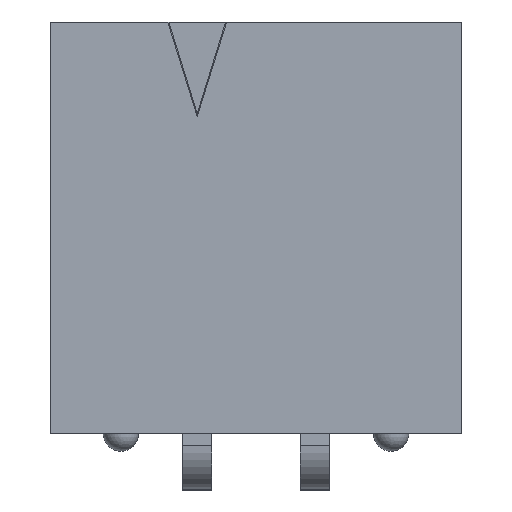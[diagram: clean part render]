
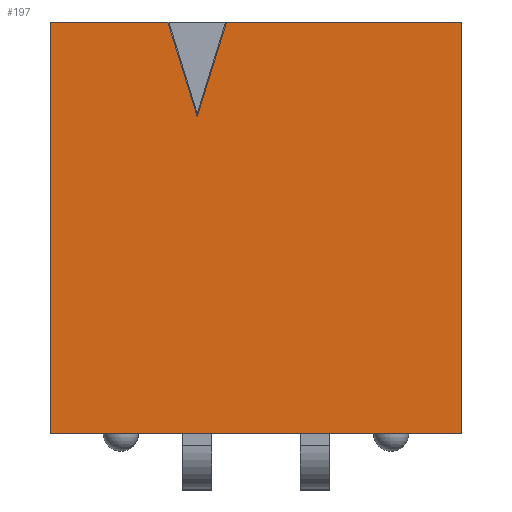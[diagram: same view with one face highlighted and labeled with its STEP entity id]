
A CAD part, top view. The second image highlights one B-rep face of the part: STEP entity #197.
In plain terms, the highlighted planar face has unit normal (0, 0, 1).
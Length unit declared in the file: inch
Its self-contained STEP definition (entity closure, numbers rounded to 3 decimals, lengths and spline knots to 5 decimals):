
#197 = ADVANCED_FACE( '', ( #410 ), #411, .F. );
#410 = FACE_OUTER_BOUND( '', #661, .T. );
#411 = PLANE( '', #662 );
#661 = EDGE_LOOP( '', ( #1016, #1017, #1018, #1019, #1020, #1021, #1022 ) );
#662 = AXIS2_PLACEMENT_3D( '', #1023, #1024, #1025 );
#1016 = ORIENTED_EDGE( '', *, *, #1665, .F. );
#1017 = ORIENTED_EDGE( '', *, *, #1666, .F. );
#1018 = ORIENTED_EDGE( '', *, *, #1643, .T. );
#1019 = ORIENTED_EDGE( '', *, *, #1667, .T. );
#1020 = ORIENTED_EDGE( '', *, *, #1668, .F. );
#1021 = ORIENTED_EDGE( '', *, *, #1669, .F. );
#1022 = ORIENTED_EDGE( '', *, *, #1647, .T. );
#1023 = CARTESIAN_POINT( '', ( 0.175, 0.35, 0.125 ) );
#1024 = DIRECTION( '', ( 0., 0., -1. ) );
#1025 = DIRECTION( '', ( -1., 0., 0. ) );
#1643 = EDGE_CURVE( '', #1985, #1986, #1987, .T. );
#1647 = EDGE_CURVE( '', #1994, #1992, #1995, .T. );
#1665 = EDGE_CURVE( '', #2023, #1992, #2024, .T. );
#1666 = EDGE_CURVE( '', #1985, #2023, #2025, .T. );
#1667 = EDGE_CURVE( '', #1986, #2026, #2027, .T. );
#1668 = EDGE_CURVE( '', #2028, #2026, #2029, .T. );
#1669 = EDGE_CURVE( '', #1994, #2028, #2030, .T. );
#1985 = VERTEX_POINT( '', #2460 );
#1986 = VERTEX_POINT( '', #2461 );
#1987 = LINE( '', #2462, #2463 );
#1992 = VERTEX_POINT( '', #2470 );
#1994 = VERTEX_POINT( '', #2473 );
#1995 = LINE( '', #2474, #2475 );
#2023 = VERTEX_POINT( '', #2518 );
#2024 = LINE( '', #2519, #2520 );
#2025 = LINE( '', #2521, #2522 );
#2026 = VERTEX_POINT( '', #2523 );
#2027 = LINE( '', #2524, #2525 );
#2028 = VERTEX_POINT( '', #2526 );
#2029 = LINE( '', #2527, #2528 );
#2030 = LINE( '', #2529, #2530 );
#2460 = CARTESIAN_POINT( '', ( -0.075, 0.35, 0.125 ) );
#2461 = CARTESIAN_POINT( '', ( -0.175, 0.35, 0.125 ) );
#2462 = CARTESIAN_POINT( '', ( 0.175, 0.35, 0.125 ) );
#2463 = VECTOR( '', #2935, 39.37008 );
#2470 = CARTESIAN_POINT( '', ( -0.025, 0.35, 0.125 ) );
#2473 = CARTESIAN_POINT( '', ( 0.175, 0.35, 0.125 ) );
#2474 = CARTESIAN_POINT( '', ( 0.175, 0.35, 0.125 ) );
#2475 = VECTOR( '', #2939, 39.37008 );
#2518 = CARTESIAN_POINT( '', ( -0.05, 0.27, 0.125 ) );
#2519 = CARTESIAN_POINT( '', ( -0.05, 0.27, 0.125 ) );
#2520 = VECTOR( '', #2955, 39.37008 );
#2521 = CARTESIAN_POINT( '', ( -0.075, 0.35, 0.125 ) );
#2522 = VECTOR( '', #2956, 39.37008 );
#2523 = CARTESIAN_POINT( '', ( -0.175, 0., 0.125 ) );
#2524 = CARTESIAN_POINT( '', ( -0.175, 0.35, 0.125 ) );
#2525 = VECTOR( '', #2957, 39.37008 );
#2526 = CARTESIAN_POINT( '', ( 0.175, 0., 0.125 ) );
#2527 = CARTESIAN_POINT( '', ( 0.175, 0., 0.125 ) );
#2528 = VECTOR( '', #2958, 39.37008 );
#2529 = CARTESIAN_POINT( '', ( 0.175, 0.35, 0.125 ) );
#2530 = VECTOR( '', #2959, 39.37008 );
#2935 = DIRECTION( '', ( -1., 0., 0. ) );
#2939 = DIRECTION( '', ( -1., 0., 0. ) );
#2955 = DIRECTION( '', ( 0.298, 0.954, 0. ) );
#2956 = DIRECTION( '', ( 0.298, -0.954, 0. ) );
#2957 = DIRECTION( '', ( 0., -1., 0. ) );
#2958 = DIRECTION( '', ( -1., 0., 0. ) );
#2959 = DIRECTION( '', ( 0., -1., 0. ) );
